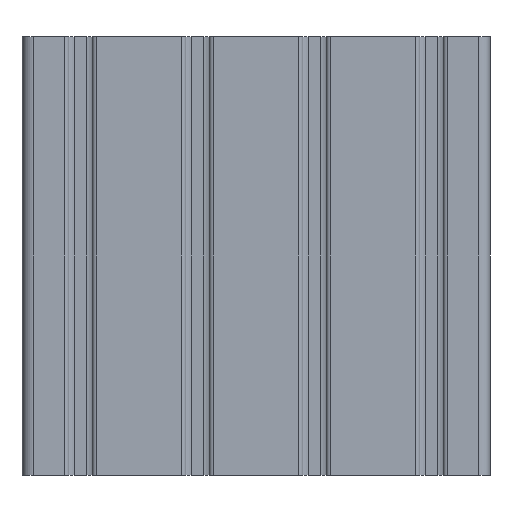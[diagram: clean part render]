
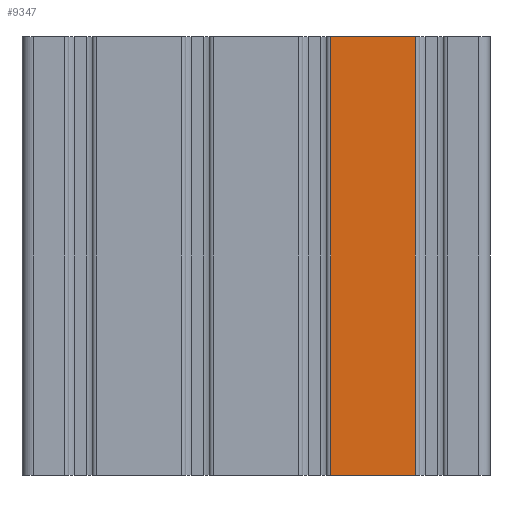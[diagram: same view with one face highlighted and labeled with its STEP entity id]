
A CAD part, front view. The second image highlights one B-rep face of the part: STEP entity #9347.
In plain terms, the highlighted planar face has unit normal (0, -1, 0).
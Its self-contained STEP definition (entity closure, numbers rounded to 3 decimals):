
#45 = PLANE('',#46);
#46 = AXIS2_PLACEMENT_3D('',#47,#48,#49);
#47 = CARTESIAN_POINT('',(80.,20.,0.));
#48 = DIRECTION('',(0.,0.,1.));
#49 = DIRECTION('',(1.,0.,-0.));
#102 = PLANE('',#103);
#103 = AXIS2_PLACEMENT_3D('',#104,#105,#106);
#104 = CARTESIAN_POINT('',(80.,20.,150.));
#105 = DIRECTION('',(0.,0.,1.));
#106 = DIRECTION('',(1.,0.,-0.));
#3577 = CYLINDRICAL_SURFACE('',#3578,1.5);
#3578 = AXIS2_PLACEMENT_3D('',#3579,#3580,#3581);
#3579 = CARTESIAN_POINT('',(134.5,1.5,0.));
#3580 = DIRECTION('',(0.,0.,-1.));
#3581 = DIRECTION('',(0.,-1.,0.));
#4684 = VERTEX_POINT('',#4685);
#4685 = CARTESIAN_POINT('',(134.5,0.,150.));
#4707 = EDGE_CURVE('',#4708,#4684,#4710,.T.);
#4708 = VERTEX_POINT('',#4709);
#4709 = CARTESIAN_POINT('',(134.5,0.,0.));
#4710 = SURFACE_CURVE('',#4711,(#4715,#4722),.PCURVE_S1.);
#4711 = LINE('',#4712,#4713);
#4712 = CARTESIAN_POINT('',(134.5,0.,0.));
#4713 = VECTOR('',#4714,1.);
#4714 = DIRECTION('',(0.,0.,1.));
#4715 = PCURVE('',#3577,#4716);
#4716 = DEFINITIONAL_REPRESENTATION('',(#4717),#4721);
#4717 = LINE('',#4718,#4719);
#4718 = CARTESIAN_POINT('',(6.283,0.));
#4719 = VECTOR('',#4720,1.);
#4720 = DIRECTION('',(0.,-1.));
#4721 = ( GEOMETRIC_REPRESENTATION_CONTEXT(2) 
PARAMETRIC_REPRESENTATION_CONTEXT() REPRESENTATION_CONTEXT('2D SPACE',''
  ) );
#4722 = PCURVE('',#4723,#4728);
#4723 = PLANE('',#4724);
#4724 = AXIS2_PLACEMENT_3D('',#4725,#4726,#4727);
#4725 = CARTESIAN_POINT('',(156.,0.,0.));
#4726 = DIRECTION('',(0.,-1.,0.));
#4727 = DIRECTION('',(1.,0.,0.));
#4728 = DEFINITIONAL_REPRESENTATION('',(#4729),#4733);
#4729 = LINE('',#4730,#4731);
#4730 = CARTESIAN_POINT('',(-21.5,0.));
#4731 = VECTOR('',#4732,1.);
#4732 = DIRECTION('',(0.,1.));
#4733 = ( GEOMETRIC_REPRESENTATION_CONTEXT(2) 
PARAMETRIC_REPRESENTATION_CONTEXT() REPRESENTATION_CONTEXT('2D SPACE',''
  ) );
#4838 = EDGE_CURVE('',#4839,#4708,#4841,.T.);
#4839 = VERTEX_POINT('',#4840);
#4840 = CARTESIAN_POINT('',(105.5,0.,0.));
#4841 = SURFACE_CURVE('',#4842,(#4846,#4853),.PCURVE_S1.);
#4842 = LINE('',#4843,#4844);
#4843 = CARTESIAN_POINT('',(4.,0.,0.));
#4844 = VECTOR('',#4845,1.);
#4845 = DIRECTION('',(1.,0.,0.));
#4846 = PCURVE('',#45,#4847);
#4847 = DEFINITIONAL_REPRESENTATION('',(#4848),#4852);
#4848 = LINE('',#4849,#4850);
#4849 = CARTESIAN_POINT('',(-76.,-20.));
#4850 = VECTOR('',#4851,1.);
#4851 = DIRECTION('',(1.,0.));
#4852 = ( GEOMETRIC_REPRESENTATION_CONTEXT(2) 
PARAMETRIC_REPRESENTATION_CONTEXT() REPRESENTATION_CONTEXT('2D SPACE',''
  ) );
#4853 = PCURVE('',#4723,#4854);
#4854 = DEFINITIONAL_REPRESENTATION('',(#4855),#4859);
#4855 = LINE('',#4856,#4857);
#4856 = CARTESIAN_POINT('',(-152.,0.));
#4857 = VECTOR('',#4858,1.);
#4858 = DIRECTION('',(1.,0.));
#4859 = ( GEOMETRIC_REPRESENTATION_CONTEXT(2) 
PARAMETRIC_REPRESENTATION_CONTEXT() REPRESENTATION_CONTEXT('2D SPACE',''
  ) );
#4882 = CYLINDRICAL_SURFACE('',#4883,1.5);
#4883 = AXIS2_PLACEMENT_3D('',#4884,#4885,#4886);
#4884 = CARTESIAN_POINT('',(105.5,1.5,0.));
#4885 = DIRECTION('',(0.,0.,-1.));
#4886 = DIRECTION('',(-1.,0.,0.));
#9347 = ADVANCED_FACE('',(#9348),#4723,.T.);
#9348 = FACE_BOUND('',#9349,.T.);
#9349 = EDGE_LOOP('',(#9350,#9351,#9374,#9395));
#9350 = ORIENTED_EDGE('',*,*,#4707,.T.);
#9351 = ORIENTED_EDGE('',*,*,#9352,.T.);
#9352 = EDGE_CURVE('',#4684,#9353,#9355,.T.);
#9353 = VERTEX_POINT('',#9354);
#9354 = CARTESIAN_POINT('',(105.5,0.,150.));
#9355 = SURFACE_CURVE('',#9356,(#9360,#9367),.PCURVE_S1.);
#9356 = LINE('',#9357,#9358);
#9357 = CARTESIAN_POINT('',(4.,0.,150.));
#9358 = VECTOR('',#9359,1.);
#9359 = DIRECTION('',(-1.,0.,0.));
#9360 = PCURVE('',#4723,#9361);
#9361 = DEFINITIONAL_REPRESENTATION('',(#9362),#9366);
#9362 = LINE('',#9363,#9364);
#9363 = CARTESIAN_POINT('',(-152.,150.));
#9364 = VECTOR('',#9365,1.);
#9365 = DIRECTION('',(-1.,0.));
#9366 = ( GEOMETRIC_REPRESENTATION_CONTEXT(2) 
PARAMETRIC_REPRESENTATION_CONTEXT() REPRESENTATION_CONTEXT('2D SPACE',''
  ) );
#9367 = PCURVE('',#102,#9368);
#9368 = DEFINITIONAL_REPRESENTATION('',(#9369),#9373);
#9369 = LINE('',#9370,#9371);
#9370 = CARTESIAN_POINT('',(-76.,-20.));
#9371 = VECTOR('',#9372,1.);
#9372 = DIRECTION('',(-1.,0.));
#9373 = ( GEOMETRIC_REPRESENTATION_CONTEXT(2) 
PARAMETRIC_REPRESENTATION_CONTEXT() REPRESENTATION_CONTEXT('2D SPACE',''
  ) );
#9374 = ORIENTED_EDGE('',*,*,#9375,.T.);
#9375 = EDGE_CURVE('',#9353,#4839,#9376,.T.);
#9376 = SURFACE_CURVE('',#9377,(#9381,#9388),.PCURVE_S1.);
#9377 = LINE('',#9378,#9379);
#9378 = CARTESIAN_POINT('',(105.5,0.,75.));
#9379 = VECTOR('',#9380,1.);
#9380 = DIRECTION('',(0.,0.,-1.));
#9381 = PCURVE('',#4723,#9382);
#9382 = DEFINITIONAL_REPRESENTATION('',(#9383),#9387);
#9383 = LINE('',#9384,#9385);
#9384 = CARTESIAN_POINT('',(-50.5,75.));
#9385 = VECTOR('',#9386,1.);
#9386 = DIRECTION('',(0.,-1.));
#9387 = ( GEOMETRIC_REPRESENTATION_CONTEXT(2) 
PARAMETRIC_REPRESENTATION_CONTEXT() REPRESENTATION_CONTEXT('2D SPACE',''
  ) );
#9388 = PCURVE('',#4882,#9389);
#9389 = DEFINITIONAL_REPRESENTATION('',(#9390),#9394);
#9390 = LINE('',#9391,#9392);
#9391 = CARTESIAN_POINT('',(4.712,-75.));
#9392 = VECTOR('',#9393,1.);
#9393 = DIRECTION('',(0.,1.));
#9394 = ( GEOMETRIC_REPRESENTATION_CONTEXT(2) 
PARAMETRIC_REPRESENTATION_CONTEXT() REPRESENTATION_CONTEXT('2D SPACE',''
  ) );
#9395 = ORIENTED_EDGE('',*,*,#4838,.T.);
